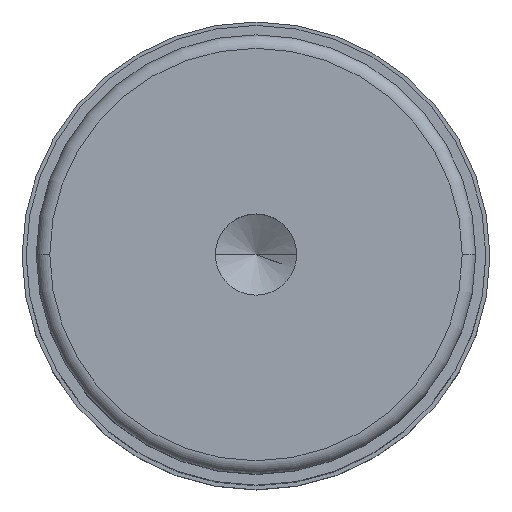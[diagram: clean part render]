
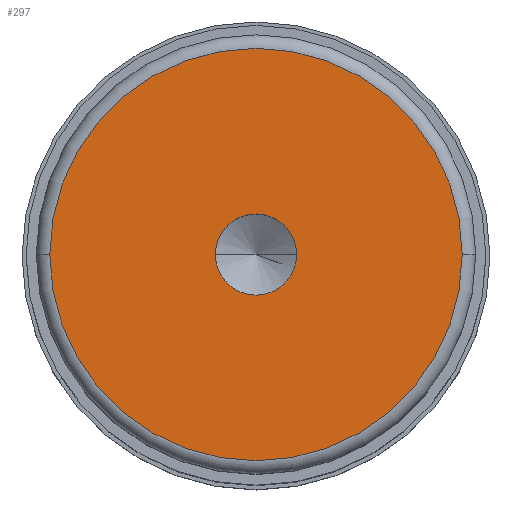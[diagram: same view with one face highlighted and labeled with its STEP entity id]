
A CAD part, top view. The second image highlights one B-rep face of the part: STEP entity #297.
In plain terms, the highlighted planar face has unit normal (0, 0, 1).
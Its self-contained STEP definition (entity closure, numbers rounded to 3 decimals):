
#217=EDGE_CURVE('',#425,#433,#550,.T.);
#231=EDGE_CURVE('',#327,#345,#567,.T.);
#297=ADVANCED_FACE('',(#641,#642),#643,.T.);
#305=EDGE_CURVE('',#345,#327,#651,.T.);
#327=VERTEX_POINT('',#676);
#345=VERTEX_POINT('',#697);
#423=EDGE_CURVE('',#433,#425,#782,.T.);
#425=VERTEX_POINT('',#784);
#433=VERTEX_POINT('',#792);
#550=CIRCLE('',#918,30.5);
#567=CIRCLE('',#939,6.);
#641=FACE_BOUND('',#1030,.T.);
#642=FACE_OUTER_BOUND('',#1031,.T.);
#643=PLANE('',#1032);
#651=CIRCLE('',#1044,6.);
#676=CARTESIAN_POINT('',(6.,0.,140.0));
#697=CARTESIAN_POINT('',(-6.,0.,140.0));
#782=CIRCLE('',#1214,30.5);
#784=CARTESIAN_POINT('',(-30.5,0.,140.0));
#792=CARTESIAN_POINT('',(30.5,0.,140.0));
#918=AXIS2_PLACEMENT_3D('',#1360,#1361,#1362);
#939=AXIS2_PLACEMENT_3D('',#1392,#1393,#1394);
#1030=EDGE_LOOP('',(#1495,#1496));
#1031=EDGE_LOOP('',(#1497,#1498));
#1032=AXIS2_PLACEMENT_3D('',#1499,#1500,#1501);
#1044=AXIS2_PLACEMENT_3D('',#1506,#1507,#1508);
#1214=AXIS2_PLACEMENT_3D('',#1669,#1670,#1671);
#1360=CARTESIAN_POINT('',(0.,0.,140.0));
#1361=DIRECTION('',(-0.0,0.0,-1.0));
#1362=DIRECTION('',(-1.0,0.,0.0));
#1392=CARTESIAN_POINT('',(0.,0.,140.0));
#1393=DIRECTION('',(-0.0,0.0,-1.0));
#1394=DIRECTION('',(-1.0,0.,0.0));
#1495=ORIENTED_EDGE('',*,*,#305,.T.);
#1496=ORIENTED_EDGE('',*,*,#231,.T.);
#1497=ORIENTED_EDGE('',*,*,#217,.F.);
#1498=ORIENTED_EDGE('',*,*,#423,.F.);
#1499=CARTESIAN_POINT('',(-15.25,0.,140.0));
#1500=DIRECTION('',(0.0,0.0,1.0));
#1501=DIRECTION('',(-1.0,0.,0.0));
#1506=CARTESIAN_POINT('',(0.,0.,140.0));
#1507=DIRECTION('',(-0.0,0.0,-1.0));
#1508=DIRECTION('',(-1.0,0.,0.0));
#1669=CARTESIAN_POINT('',(0.,0.,140.0));
#1670=DIRECTION('',(-0.0,0.0,-1.0));
#1671=DIRECTION('',(-1.0,0.,0.0));
